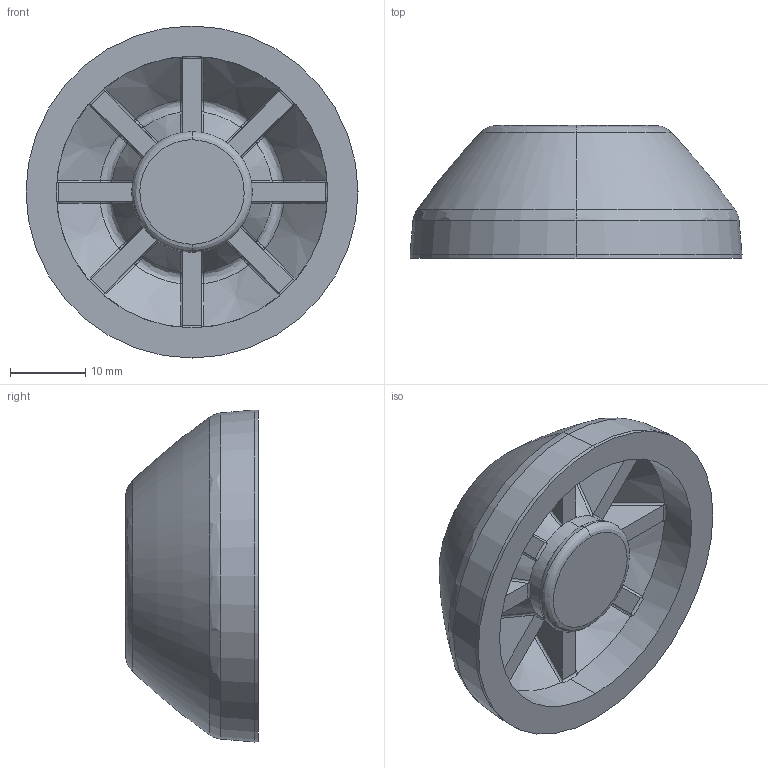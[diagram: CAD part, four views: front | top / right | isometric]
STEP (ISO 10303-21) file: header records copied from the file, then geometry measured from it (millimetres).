
FILE_DESCRIPTION (( 'STEP AP203' ), '1' );
FILE_NAME ('403538834_c_1.STEP', '2022-07-09T16:03:39', ( '' ), ( '' ), 'SwSTEP 2.0', 'SolidWorks 2014', '' );
FILE_SCHEMA (( 'CONFIG_CONTROL_DESIGN' ));
Length unit declared in the file: millimetre
Products named in the file (1): 403538834_c_1
Bounding box: 44 x 17.6 x 44 mm (x, y, z)
Volume: 11825.6 mm3; surface area: 6290.8 mm2
Topology: 1 solids, 1 shells, 139 faces, 362 edges, 223 vertices
Faces by surface type: bspline 84, plane 27, cone 20, cylinder 6, torus 2
Entity records: 6037 total; most frequent: CARTESIAN_POINT 3251, ORIENTED_EDGE 716, DIRECTION 382, EDGE_CURVE 358, VERTEX_POINT 223, B_SPLINE_CURVE_WITH_KNOTS 198, AXIS2_PLACEMENT_3D 178, EDGE_LOOP 141
